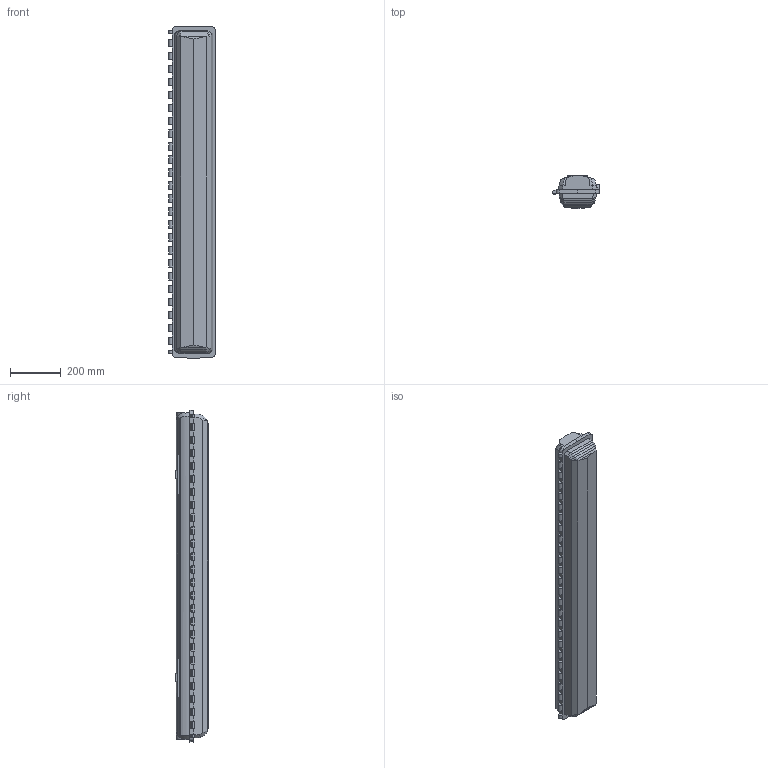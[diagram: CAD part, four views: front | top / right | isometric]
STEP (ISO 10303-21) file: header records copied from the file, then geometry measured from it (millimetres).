
FILE_DESCRIPTION (( 'STEP AP214' ), '1' );
FILE_NAME ('Kundenmodell 6001 36 W.STEP', '2015-09-21T09:26:05', ( '' ), ( '' ), 'SwSTEP 2.0', 'SolidWorks 2015', '' );
FILE_SCHEMA (( 'AUTOMOTIVE_DESIGN' ));
Length unit declared in the file: millimetre
Products named in the file (1): Kundenmodell 6001 36 W
Bounding box: 183.6 x 129.01 x 1307.72 mm (x, y, z)
Volume: 21777592 mm3; surface area: 729204.8 mm2
Topology: 1 solids, 1 shells, 304 faces, 770 edges, 478 vertices
Faces by surface type: plane 216, cylinder 82, cone 4, bspline 2
Entity records: 9695 total; most frequent: CARTESIAN_POINT 2364, ORIENTED_EDGE 1540, DIRECTION 1465, EDGE_CURVE 770, VECTOR 611, LINE 611, VERTEX_POINT 478, AXIS2_PLACEMENT_3D 427
